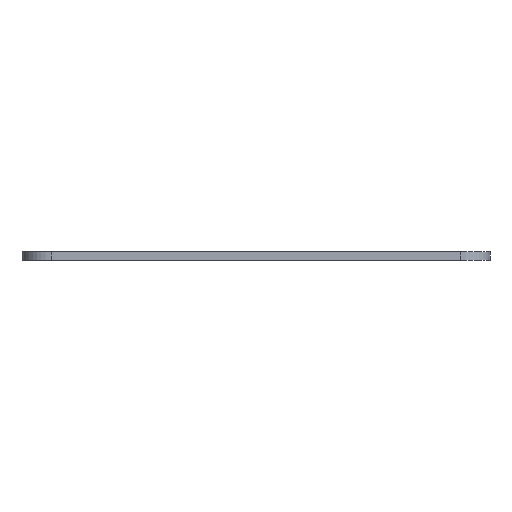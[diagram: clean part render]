
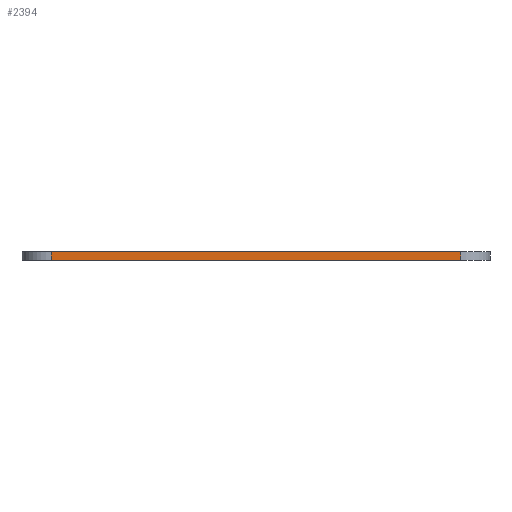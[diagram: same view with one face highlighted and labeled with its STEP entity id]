
A CAD part, left-side view. The second image highlights one B-rep face of the part: STEP entity #2394.
In plain terms, the highlighted planar face has unit normal (-1, 0, 0).
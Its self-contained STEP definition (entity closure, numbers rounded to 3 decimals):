
#98=PLANE('',#2638);
#216=FACE_OUTER_BOUND('',#347,.T.);
#347=EDGE_LOOP('',(#2093,#2094,#2095,#2096));
#371=LINE('',#3363,#607);
#432=LINE('',#3597,#668);
#436=LINE('',#3606,#672);
#595=LINE('',#4028,#831);
#607=VECTOR('',#2663,10.);
#668=VECTOR('',#2842,10.);
#672=VECTOR('',#2852,10.);
#831=VECTOR('',#3327,10.);
#956=VERTEX_POINT('',#3360);
#957=VERTEX_POINT('',#3362);
#1071=VERTEX_POINT('',#3595);
#1072=VERTEX_POINT('',#3602);
#1190=EDGE_CURVE('',#956,#957,#371,.T.);
#1307=EDGE_CURVE('',#1071,#956,#432,.T.);
#1312=EDGE_CURVE('',#957,#1072,#436,.T.);
#1523=EDGE_CURVE('',#1072,#1071,#595,.T.);
#2093=ORIENTED_EDGE('',*,*,#1307,.F.);
#2094=ORIENTED_EDGE('',*,*,#1523,.F.);
#2095=ORIENTED_EDGE('',*,*,#1312,.F.);
#2096=ORIENTED_EDGE('',*,*,#1190,.F.);
#2394=ADVANCED_FACE('',(#216),#98,.T.);
#2638=AXIS2_PLACEMENT_3D('',#4027,#3325,#3326);
#2663=DIRECTION('',(0.,1.,0.));
#2842=DIRECTION('',(0.,0.,-1.));
#2852=DIRECTION('',(0.,0.,1.));
#3325=DIRECTION('center_axis',(-1.,0.,0.));
#3326=DIRECTION('ref_axis',(0.,-1.,0.));
#3327=DIRECTION('',(0.,-1.,0.));
#3360=CARTESIAN_POINT('',(-10.706,-62.856,0.));
#3362=CARTESIAN_POINT('',(-10.706,6.675,0.));
#3363=CARTESIAN_POINT('',(-10.706,-67.856,0.));
#3595=CARTESIAN_POINT('',(-10.706,-62.856,1.5));
#3597=CARTESIAN_POINT('',(-10.706,-62.856,0.));
#3602=CARTESIAN_POINT('',(-10.706,6.675,1.5));
#3606=CARTESIAN_POINT('',(-10.706,6.675,0.));
#4027=CARTESIAN_POINT('Origin',(-10.706,11.675,0.));
#4028=CARTESIAN_POINT('',(-10.706,-67.856,1.5));
